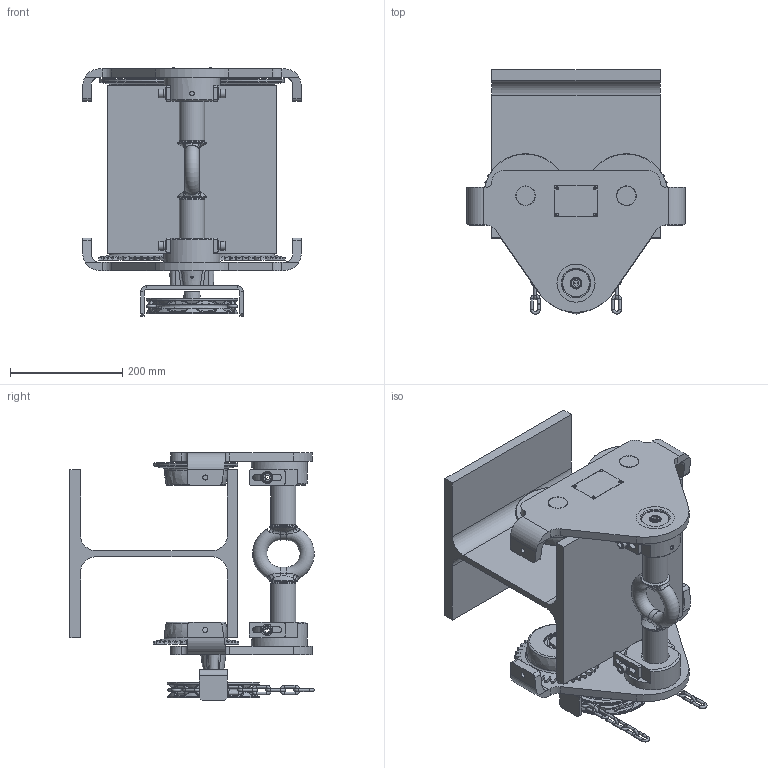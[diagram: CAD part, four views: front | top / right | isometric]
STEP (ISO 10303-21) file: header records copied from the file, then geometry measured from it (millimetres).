
FILE_DESCRIPTION (( 'STEP AP214' ), '1' );
FILE_NAME ('HTG-B 3,0t.STEP', '2018-02-21T09:17:37', ( '' ), ( '' ), 'SwSTEP 2.0', 'SolidWorks 2015', '' );
FILE_SCHEMA (( 'AUTOMOTIVE_DESIGN' ));
Length unit declared in the file: millimetre
Products named in the file (1): HTG-B 3,0t
Bounding box: 390 x 435.93 x 444.38 mm (x, y, z)
Surface area: 1290963.5 mm2 (no closed solid volume)
Topology: 0 solids, 94 shells, 928 faces, 3469 edges, 2480 vertices
Faces by surface type: cylinder 372, plane 282, bspline 96, cone 88, torus 82, sphere 8
Full cylindrical faces by diameter (mm): 5 x45, 6 x1, 8.5 x1, 9 x4, 10 x4, 16 x5, 18 x2, 20 x2, 21 x4, 25 x4, 30 x5, 35 x4, 45 x2, 48 x4, 49.5 x8, 50 x2, 51 x2, 100 x2, 150 x2, 164 x1
Entity records: 56406 total; most frequent: CARTESIAN_POINT 19369, DIRECTION 5412, ORIENTED_EDGE 4940, EDGE_CURVE 3200, VERTEX_POINT 2438, AXIS2_PLACEMENT_3D 2204, CIRCLE 1371, EDGE_LOOP 1270
